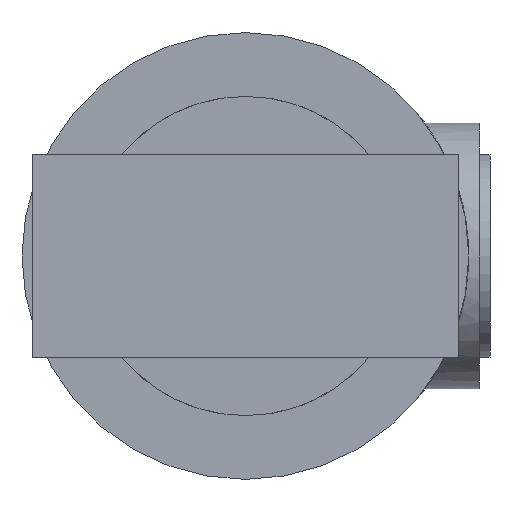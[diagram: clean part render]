
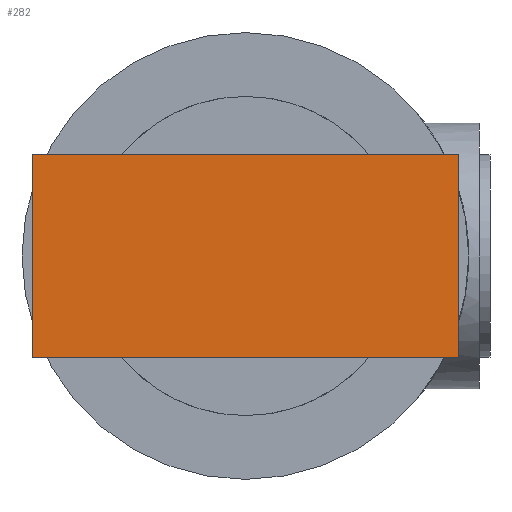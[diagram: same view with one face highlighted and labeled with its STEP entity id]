
A CAD part, front view. The second image highlights one B-rep face of the part: STEP entity #282.
In plain terms, the highlighted planar face has unit normal (0, -1, 0).
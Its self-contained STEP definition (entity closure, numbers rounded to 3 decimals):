
#34 = VECTOR ( 'NONE', #1942, 1000. ) ;
#53 = ORIENTED_EDGE ( 'NONE', *, *, #1437, .F. ) ;
#95 = EDGE_CURVE ( 'NONE', #1594, #1222, #1707, .T. ) ;
#158 = DIRECTION ( 'NONE',  ( -1., 0., 0. ) ) ;
#265 = ORIENTED_EDGE ( 'NONE', *, *, #95, .T. ) ;
#282 = ADVANCED_FACE ( 'NONE', ( #1291 ), #1014, .F. ) ;
#317 = CARTESIAN_POINT ( 'NONE',  ( -20., -24.35, 9.5 ) ) ;
#409 = LINE ( 'NONE', #1344, #34 ) ;
#485 = LINE ( 'NONE', #1828, #1750 ) ;
#539 = EDGE_LOOP ( 'NONE', ( #265, #1805, #53, #1693 ) ) ;
#548 = EDGE_CURVE ( 'NONE', #1402, #1594, #1085, .T. ) ;
#553 = CARTESIAN_POINT ( 'NONE',  ( 20., -24.35, 9.5 ) ) ;
#709 = DIRECTION ( 'NONE',  ( 0., 1., 0. ) ) ;
#798 = DIRECTION ( 'NONE',  ( 0., 0., -1. ) ) ;
#883 = VECTOR ( 'NONE', #1832, 1000. ) ;
#944 = EDGE_CURVE ( 'NONE', #1893, #1222, #485, .T. ) ;
#1014 = PLANE ( 'NONE',  #1683 ) ;
#1085 = LINE ( 'NONE', #1512, #883 ) ;
#1160 = DIRECTION ( 'NONE',  ( 0., 0., 1. ) ) ;
#1161 = CARTESIAN_POINT ( 'NONE',  ( 20., -24.35, -9.5 ) ) ;
#1222 = VERTEX_POINT ( 'NONE', #1977 ) ;
#1262 = VECTOR ( 'NONE', #798, 1000. ) ;
#1291 = FACE_OUTER_BOUND ( 'NONE', #539, .T. ) ;
#1344 = CARTESIAN_POINT ( 'NONE',  ( 20., -24.35, 9.5 ) ) ;
#1402 = VERTEX_POINT ( 'NONE', #1646 ) ;
#1437 = EDGE_CURVE ( 'NONE', #1402, #1893, #409, .T. ) ;
#1512 = CARTESIAN_POINT ( 'NONE',  ( 20., -24.35, 9.5 ) ) ;
#1594 = VERTEX_POINT ( 'NONE', #1670 ) ;
#1646 = CARTESIAN_POINT ( 'NONE',  ( 20., -24.35, 9.5 ) ) ;
#1670 = CARTESIAN_POINT ( 'NONE',  ( -20., -24.35, 9.5 ) ) ;
#1683 = AXIS2_PLACEMENT_3D ( 'NONE', #553, #709, #1160 ) ;
#1693 = ORIENTED_EDGE ( 'NONE', *, *, #548, .T. ) ;
#1707 = LINE ( 'NONE', #317, #1262 ) ;
#1750 = VECTOR ( 'NONE', #158, 1000. ) ;
#1805 = ORIENTED_EDGE ( 'NONE', *, *, #944, .F. ) ;
#1828 = CARTESIAN_POINT ( 'NONE',  ( 20., -24.35, -9.5 ) ) ;
#1832 = DIRECTION ( 'NONE',  ( -1., 0., 0. ) ) ;
#1893 = VERTEX_POINT ( 'NONE', #1161 ) ;
#1942 = DIRECTION ( 'NONE',  ( 0., 0., -1. ) ) ;
#1977 = CARTESIAN_POINT ( 'NONE',  ( -20., -24.35, -9.5 ) ) ;
